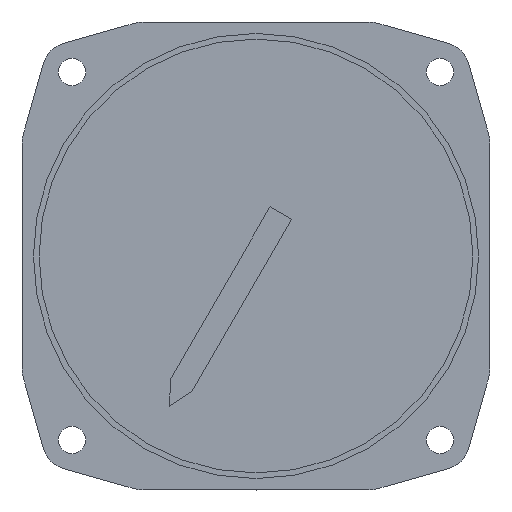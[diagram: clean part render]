
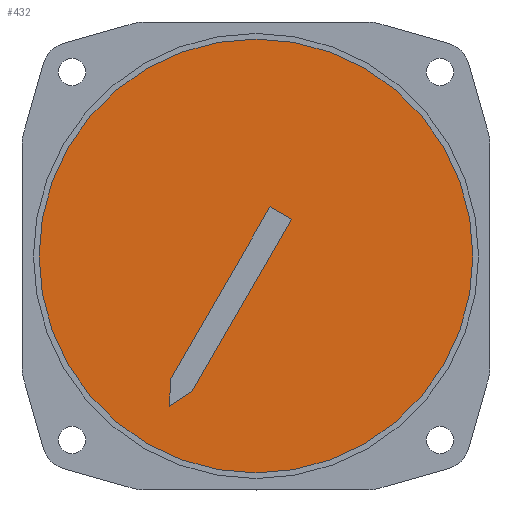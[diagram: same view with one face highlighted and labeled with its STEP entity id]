
A CAD part, front view. The second image highlights one B-rep face of the part: STEP entity #432.
In plain terms, the highlighted planar face has unit normal (0, -1, 0).
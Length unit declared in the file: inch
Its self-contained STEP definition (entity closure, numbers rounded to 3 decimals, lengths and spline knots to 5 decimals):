
#432=ADVANCED_FACE('',(#866),#867,.F.);
#866=FACE_OUTER_BOUND('',#1476,.T.);
#867=PLANE('',#1477);
#1476=EDGE_LOOP('',(#2305));
#1477=AXIS2_PLACEMENT_3D('',#2306,#2307,#2308);
#2305=ORIENTED_EDGE('',*,*,#3552,.F.);
#2306=CARTESIAN_POINT('',(-1.52624,-2.8389,1.83065));
#2307=DIRECTION('',(-0.0,1.0,0.0));
#2308=DIRECTION('',(1.0,0.0,0.0));
#3552=EDGE_CURVE('',#4048,#4048,#4049,.T.);
#4048=VERTEX_POINT('',#4790);
#4049=CIRCLE('',#4791,1.094);
#4790=CARTESIAN_POINT('',(-0.43224,-2.8389,1.83065));
#4791=AXIS2_PLACEMENT_3D('',#5705,#5706,#5707);
#5705=CARTESIAN_POINT('',(-1.52624,-2.8389,1.83065));
#5706=DIRECTION('',(-0.0,1.0,0.0));
#5707=DIRECTION('',(1.0,0.0,0.0));
